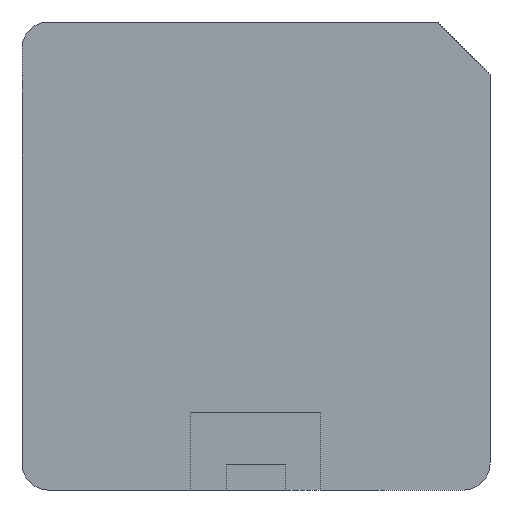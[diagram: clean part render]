
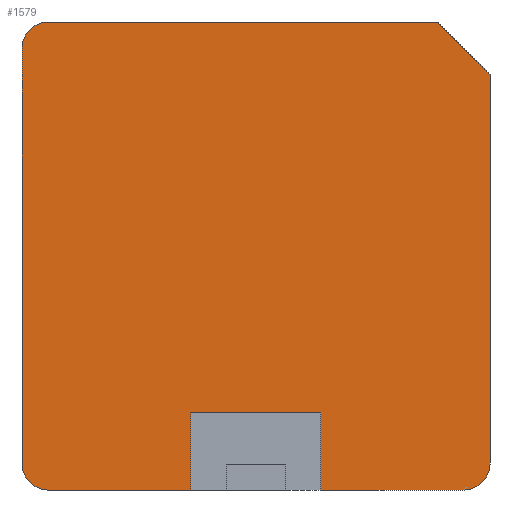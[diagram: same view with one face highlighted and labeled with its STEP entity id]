
A CAD part, front view. The second image highlights one B-rep face of the part: STEP entity #1579.
In plain terms, the highlighted planar face has unit normal (0, -1, 0).
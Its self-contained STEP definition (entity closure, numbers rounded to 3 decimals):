
#3 = VERTEX_POINT ( 'NONE', #671 ) ;
#13 = VERTEX_POINT ( 'NONE', #549 ) ;
#42 = VERTEX_POINT ( 'NONE', #160 ) ;
#65 = VERTEX_POINT ( 'NONE', #1885 ) ;
#66 = CARTESIAN_POINT ( 'NONE',  ( -8., -0.1, 8. ) ) ;
#111 = ORIENTED_EDGE ( 'NONE', *, *, #1399, .T. ) ;
#121 = VECTOR ( 'NONE', #1455, 1000. ) ;
#156 = AXIS2_PLACEMENT_3D ( 'NONE', #66, #501, #518 ) ;
#160 = CARTESIAN_POINT ( 'NONE',  ( 2.5, -0.1, -6. ) ) ;
#182 = CARTESIAN_POINT ( 'NONE',  ( 9., -0.1, -8. ) ) ;
#209 = VERTEX_POINT ( 'NONE', #620 ) ;
#262 = VERTEX_POINT ( 'NONE', #1126 ) ;
#291 = LINE ( 'NONE', #996, #1570 ) ;
#306 = VECTOR ( 'NONE', #1088, 1000. ) ;
#309 = AXIS2_PLACEMENT_3D ( 'NONE', #896, #469, #603 ) ;
#311 = CIRCLE ( 'NONE', #1021, 1. ) ;
#322 = DIRECTION ( 'NONE',  ( 0., 0., -1. ) ) ;
#334 = EDGE_CURVE ( 'NONE', #952, #262, #291, .T. ) ;
#336 = VECTOR ( 'NONE', #1479, 1000. ) ;
#378 = CARTESIAN_POINT ( 'NONE',  ( 9., -0.1, -9. ) ) ;
#379 = DIRECTION ( 'NONE',  ( 1., 0., 0. ) ) ;
#401 = VERTEX_POINT ( 'NONE', #1363 ) ;
#418 = VECTOR ( 'NONE', #814, 1000. ) ;
#421 = VERTEX_POINT ( 'NONE', #639 ) ;
#430 = CARTESIAN_POINT ( 'NONE',  ( 2.5, -0.1, -9. ) ) ;
#459 = EDGE_CURVE ( 'NONE', #13, #1229, #659, .T. ) ;
#469 = DIRECTION ( 'NONE',  ( 0., 1., 0. ) ) ;
#491 = FACE_OUTER_BOUND ( 'NONE', #1441, .T. ) ;
#501 = DIRECTION ( 'NONE',  ( 0., -1., 0. ) ) ;
#518 = DIRECTION ( 'NONE',  ( 0., 0., 1. ) ) ;
#549 = CARTESIAN_POINT ( 'NONE',  ( 2.5, -0.1, -9. ) ) ;
#571 = ORIENTED_EDGE ( 'NONE', *, *, #1827, .T. ) ;
#580 = ORIENTED_EDGE ( 'NONE', *, *, #1820, .T. ) ;
#599 = DIRECTION ( 'NONE',  ( 0., 0., 1. ) ) ;
#603 = DIRECTION ( 'NONE',  ( 0., 0., 1. ) ) ;
#614 = CARTESIAN_POINT ( 'NONE',  ( -2.5, -0.1, -9. ) ) ;
#620 = CARTESIAN_POINT ( 'NONE',  ( -2.5, -0.1, -6. ) ) ;
#624 = PLANE ( 'NONE',  #309 ) ;
#633 = CARTESIAN_POINT ( 'NONE',  ( -2.5, -0.1, -9. ) ) ;
#639 = CARTESIAN_POINT ( 'NONE',  ( -8., -0.1, 9. ) ) ;
#659 = LINE ( 'NONE', #378, #887 ) ;
#671 = CARTESIAN_POINT ( 'NONE',  ( -9., -0.1, 8. ) ) ;
#700 = VERTEX_POINT ( 'NONE', #761 ) ;
#730 = DIRECTION ( 'NONE',  ( 0., -1., 0. ) ) ;
#761 = CARTESIAN_POINT ( 'NONE',  ( 7., -0.1, 9. ) ) ;
#767 = CARTESIAN_POINT ( 'NONE',  ( 8., -0.1, -9. ) ) ;
#770 = EDGE_CURVE ( 'NONE', #42, #209, #806, .T. ) ;
#785 = ORIENTED_EDGE ( 'NONE', *, *, #1607, .T. ) ;
#806 = LINE ( 'NONE', #1688, #418 ) ;
#814 = DIRECTION ( 'NONE',  ( -1., 0., 0. ) ) ;
#821 = ORIENTED_EDGE ( 'NONE', *, *, #1734, .F. ) ;
#827 = CARTESIAN_POINT ( 'NONE',  ( 9., -0.1, -9. ) ) ;
#863 = AXIS2_PLACEMENT_3D ( 'NONE', #1424, #730, #599 ) ;
#887 = VECTOR ( 'NONE', #1536, 1000. ) ;
#896 = CARTESIAN_POINT ( 'NONE',  ( 0., -0.1, 0. ) ) ;
#952 = VERTEX_POINT ( 'NONE', #182 ) ;
#954 = VECTOR ( 'NONE', #379, 1000. ) ;
#957 = CIRCLE ( 'NONE', #863, 1. ) ;
#983 = ORIENTED_EDGE ( 'NONE', *, *, #770, .F. ) ;
#996 = CARTESIAN_POINT ( 'NONE',  ( 9., -0.1, 9. ) ) ;
#1021 = AXIS2_PLACEMENT_3D ( 'NONE', #1435, #1162, #1147 ) ;
#1044 = CIRCLE ( 'NONE', #156, 1. ) ;
#1078 = EDGE_CURVE ( 'NONE', #421, #3, #1044, .T. ) ;
#1088 = DIRECTION ( 'NONE',  ( 0., 0., -1. ) ) ;
#1094 = ORIENTED_EDGE ( 'NONE', *, *, #334, .T. ) ;
#1108 = ORIENTED_EDGE ( 'NONE', *, *, #1182, .T. ) ;
#1126 = CARTESIAN_POINT ( 'NONE',  ( 9., -0.1, 7. ) ) ;
#1147 = DIRECTION ( 'NONE',  ( 0., 0., 1. ) ) ;
#1162 = DIRECTION ( 'NONE',  ( 0., -1., 0. ) ) ;
#1182 = EDGE_CURVE ( 'NONE', #700, #421, #1554, .T. ) ;
#1193 = LINE ( 'NONE', #1638, #1739 ) ;
#1224 = EDGE_CURVE ( 'NONE', #262, #700, #1614, .T. ) ;
#1229 = VERTEX_POINT ( 'NONE', #767 ) ;
#1235 = LINE ( 'NONE', #827, #954 ) ;
#1237 = EDGE_CURVE ( 'NONE', #209, #1603, #1364, .T. ) ;
#1283 = ORIENTED_EDGE ( 'NONE', *, *, #1078, .T. ) ;
#1310 = LINE ( 'NONE', #430, #1437 ) ;
#1363 = CARTESIAN_POINT ( 'NONE',  ( -9., -0.1, -8. ) ) ;
#1364 = LINE ( 'NONE', #633, #306 ) ;
#1399 = EDGE_CURVE ( 'NONE', #65, #1603, #1235, .T. ) ;
#1424 = CARTESIAN_POINT ( 'NONE',  ( -8., -0.1, -8. ) ) ;
#1433 = DIRECTION ( 'NONE',  ( 0., 0., 1. ) ) ;
#1435 = CARTESIAN_POINT ( 'NONE',  ( 8., -0.1, -8. ) ) ;
#1437 = VECTOR ( 'NONE', #1858, 1000. ) ;
#1441 = EDGE_LOOP ( 'NONE', ( #1108, #1283, #785, #571, #111, #1565, #983, #821, #1788, #580, #1094, #1576 ) ) ;
#1455 = DIRECTION ( 'NONE',  ( -1., 0., 0. ) ) ;
#1479 = DIRECTION ( 'NONE',  ( -0.707, 0., 0.707 ) ) ;
#1536 = DIRECTION ( 'NONE',  ( 1., 0., 0. ) ) ;
#1554 = LINE ( 'NONE', #1893, #121 ) ;
#1565 = ORIENTED_EDGE ( 'NONE', *, *, #1237, .F. ) ;
#1570 = VECTOR ( 'NONE', #1433, 1000. ) ;
#1576 = ORIENTED_EDGE ( 'NONE', *, *, #1224, .T. ) ;
#1579 = ADVANCED_FACE ( 'NONE', ( #491 ), #624, .F. ) ;
#1603 = VERTEX_POINT ( 'NONE', #614 ) ;
#1607 = EDGE_CURVE ( 'NONE', #3, #401, #1193, .T. ) ;
#1614 = LINE ( 'NONE', #1624, #336 ) ;
#1624 = CARTESIAN_POINT ( 'NONE',  ( 7., -0.1, 9. ) ) ;
#1638 = CARTESIAN_POINT ( 'NONE',  ( -9., -0.1, 9. ) ) ;
#1688 = CARTESIAN_POINT ( 'NONE',  ( -2.5, -0.1, -6. ) ) ;
#1734 = EDGE_CURVE ( 'NONE', #13, #42, #1310, .T. ) ;
#1739 = VECTOR ( 'NONE', #322, 1000. ) ;
#1788 = ORIENTED_EDGE ( 'NONE', *, *, #459, .T. ) ;
#1820 = EDGE_CURVE ( 'NONE', #1229, #952, #311, .T. ) ;
#1827 = EDGE_CURVE ( 'NONE', #401, #65, #957, .T. ) ;
#1858 = DIRECTION ( 'NONE',  ( 0., 0., 1. ) ) ;
#1885 = CARTESIAN_POINT ( 'NONE',  ( -8., -0.1, -9. ) ) ;
#1893 = CARTESIAN_POINT ( 'NONE',  ( 9., -0.1, 9. ) ) ;
